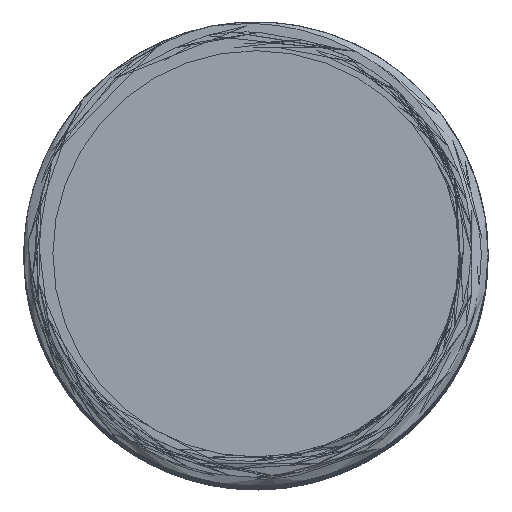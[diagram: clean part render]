
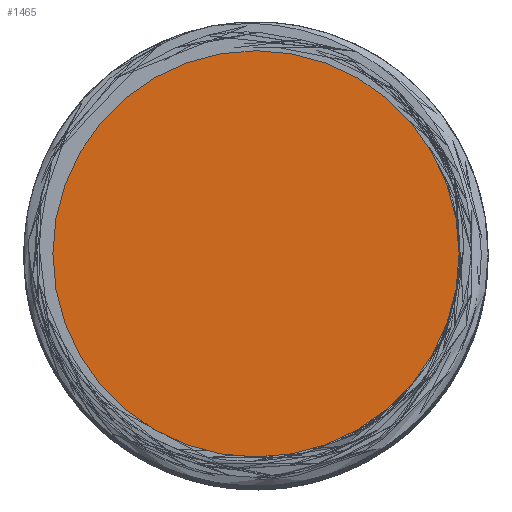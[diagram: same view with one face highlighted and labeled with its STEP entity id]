
A CAD part, top view. The second image highlights one B-rep face of the part: STEP entity #1465.
In plain terms, the highlighted planar face has unit normal (0, 0, 1).
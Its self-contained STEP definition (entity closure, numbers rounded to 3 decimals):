
#427=FACE_OUTER_BOUND('',#526,.T.);
#526=EDGE_LOOP('',(#1358));
#563=CIRCLE('',#1604,3.5);
#712=VERTEX_POINT('',#9976);
#928=EDGE_CURVE('',#712,#712,#563,.T.);
#1358=ORIENTED_EDGE('',*,*,#928,.T.);
#1380=PLANE('',#1603);
#1465=ADVANCED_FACE('',(#427),#1380,.T.);
#1603=AXIS2_PLACEMENT_3D('',#9975,#1892,#1893);
#1604=AXIS2_PLACEMENT_3D('',#9977,#1894,#1895);
#1892=DIRECTION('center_axis',(0.,0.,
1.));
#1893=DIRECTION('ref_axis',(1.,0.,0.));
#1894=DIRECTION('center_axis',(0.,0.,
1.));
#1895=DIRECTION('ref_axis',(1.,0.,0.));
#9975=CARTESIAN_POINT('Origin',(-15.683,1.355,54.221));
#9976=CARTESIAN_POINT('',(-12.183,1.353,54.221));
#9977=CARTESIAN_POINT('Origin',(-15.683,1.355,54.221));
